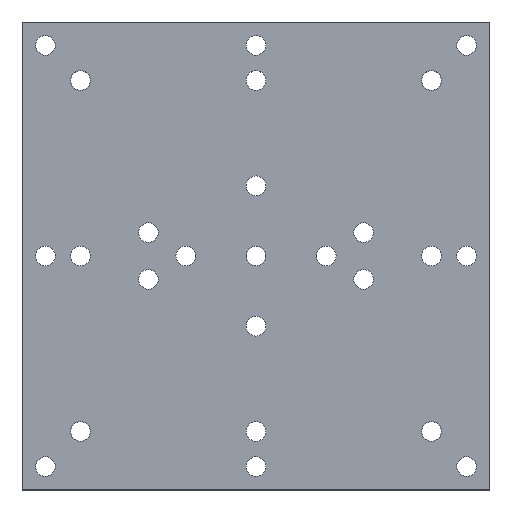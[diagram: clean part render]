
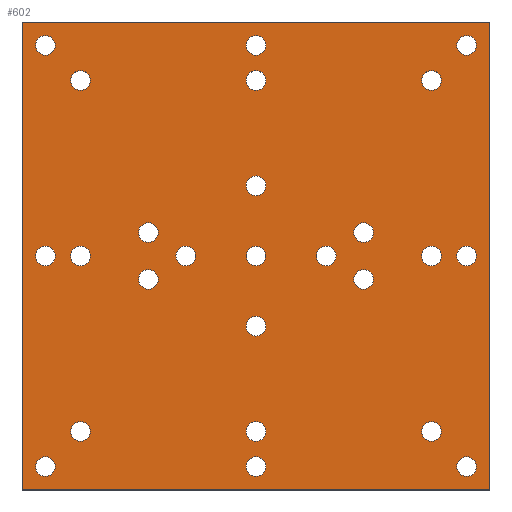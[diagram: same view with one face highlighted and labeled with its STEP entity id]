
A CAD part, top view. The second image highlights one B-rep face of the part: STEP entity #602.
In plain terms, the highlighted planar face has unit normal (0, 0, 1).
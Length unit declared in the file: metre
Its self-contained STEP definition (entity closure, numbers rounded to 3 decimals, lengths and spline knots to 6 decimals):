
#12=CIRCLE('',#621,0.0021);
#14=CIRCLE('',#624,0.0021);
#16=CIRCLE('',#627,0.0021);
#18=CIRCLE('',#630,0.0021);
#20=CIRCLE('',#633,0.0021);
#22=CIRCLE('',#636,0.0021);
#24=CIRCLE('',#639,0.0021);
#26=CIRCLE('',#642,0.0021);
#28=CIRCLE('',#645,0.0021);
#30=CIRCLE('',#648,0.0021);
#32=CIRCLE('',#651,0.0021);
#34=CIRCLE('',#654,0.0021);
#36=CIRCLE('',#657,0.0021);
#38=CIRCLE('',#660,0.0021);
#40=CIRCLE('',#663,0.0021);
#42=CIRCLE('',#666,0.0021);
#44=CIRCLE('',#669,0.0021);
#46=CIRCLE('',#672,0.0021);
#48=CIRCLE('',#675,0.0021);
#50=CIRCLE('',#678,0.0021);
#52=CIRCLE('',#681,0.0021);
#54=CIRCLE('',#684,0.0021);
#56=CIRCLE('',#687,0.0021);
#58=CIRCLE('',#690,0.0021);
#60=CIRCLE('',#693,0.0021);
#153=ORIENTED_EDGE('',*,*,#269,.F.);
#154=ORIENTED_EDGE('',*,*,#267,.F.);
#155=ORIENTED_EDGE('',*,*,#265,.F.);
#156=ORIENTED_EDGE('',*,*,#263,.F.);
#157=ORIENTED_EDGE('',*,*,#261,.F.);
#158=ORIENTED_EDGE('',*,*,#259,.F.);
#159=ORIENTED_EDGE('',*,*,#257,.F.);
#160=ORIENTED_EDGE('',*,*,#255,.F.);
#161=ORIENTED_EDGE('',*,*,#253,.F.);
#162=ORIENTED_EDGE('',*,*,#251,.F.);
#163=ORIENTED_EDGE('',*,*,#249,.F.);
#164=ORIENTED_EDGE('',*,*,#247,.F.);
#165=ORIENTED_EDGE('',*,*,#245,.F.);
#166=ORIENTED_EDGE('',*,*,#243,.F.);
#167=ORIENTED_EDGE('',*,*,#241,.F.);
#168=ORIENTED_EDGE('',*,*,#239,.F.);
#169=ORIENTED_EDGE('',*,*,#237,.F.);
#170=ORIENTED_EDGE('',*,*,#235,.F.);
#171=ORIENTED_EDGE('',*,*,#233,.F.);
#172=ORIENTED_EDGE('',*,*,#231,.F.);
#173=ORIENTED_EDGE('',*,*,#229,.F.);
#174=ORIENTED_EDGE('',*,*,#227,.F.);
#175=ORIENTED_EDGE('',*,*,#225,.F.);
#176=ORIENTED_EDGE('',*,*,#223,.F.);
#177=ORIENTED_EDGE('',*,*,#221,.F.);
#178=ORIENTED_EDGE('',*,*,#213,.F.);
#179=ORIENTED_EDGE('',*,*,#217,.T.);
#180=ORIENTED_EDGE('',*,*,#220,.T.);
#181=ORIENTED_EDGE('',*,*,#272,.F.);
#213=EDGE_CURVE('',#275,#276,#333,.T.);
#217=EDGE_CURVE('',#275,#278,#337,.T.);
#220=EDGE_CURVE('',#278,#280,#340,.T.);
#221=EDGE_CURVE('',#281,#281,#12,.T.);
#223=EDGE_CURVE('',#283,#283,#14,.T.);
#225=EDGE_CURVE('',#285,#285,#16,.T.);
#227=EDGE_CURVE('',#287,#287,#18,.T.);
#229=EDGE_CURVE('',#289,#289,#20,.T.);
#231=EDGE_CURVE('',#291,#291,#22,.T.);
#233=EDGE_CURVE('',#293,#293,#24,.T.);
#235=EDGE_CURVE('',#295,#295,#26,.T.);
#237=EDGE_CURVE('',#297,#297,#28,.T.);
#239=EDGE_CURVE('',#299,#299,#30,.T.);
#241=EDGE_CURVE('',#301,#301,#32,.T.);
#243=EDGE_CURVE('',#303,#303,#34,.T.);
#245=EDGE_CURVE('',#305,#305,#36,.T.);
#247=EDGE_CURVE('',#307,#307,#38,.T.);
#249=EDGE_CURVE('',#309,#309,#40,.T.);
#251=EDGE_CURVE('',#311,#311,#42,.T.);
#253=EDGE_CURVE('',#313,#313,#44,.T.);
#255=EDGE_CURVE('',#315,#315,#46,.T.);
#257=EDGE_CURVE('',#317,#317,#48,.T.);
#259=EDGE_CURVE('',#319,#319,#50,.T.);
#261=EDGE_CURVE('',#321,#321,#52,.T.);
#263=EDGE_CURVE('',#323,#323,#54,.T.);
#265=EDGE_CURVE('',#325,#325,#56,.T.);
#267=EDGE_CURVE('',#327,#327,#58,.T.);
#269=EDGE_CURVE('',#329,#329,#60,.T.);
#272=EDGE_CURVE('',#276,#280,#342,.T.);
#275=VERTEX_POINT('',#880);
#276=VERTEX_POINT('',#882);
#278=VERTEX_POINT('',#888);
#280=VERTEX_POINT('',#894);
#281=VERTEX_POINT('',#898);
#283=VERTEX_POINT('',#903);
#285=VERTEX_POINT('',#908);
#287=VERTEX_POINT('',#913);
#289=VERTEX_POINT('',#918);
#291=VERTEX_POINT('',#923);
#293=VERTEX_POINT('',#928);
#295=VERTEX_POINT('',#933);
#297=VERTEX_POINT('',#938);
#299=VERTEX_POINT('',#943);
#301=VERTEX_POINT('',#948);
#303=VERTEX_POINT('',#953);
#305=VERTEX_POINT('',#958);
#307=VERTEX_POINT('',#963);
#309=VERTEX_POINT('',#968);
#311=VERTEX_POINT('',#973);
#313=VERTEX_POINT('',#978);
#315=VERTEX_POINT('',#983);
#317=VERTEX_POINT('',#988);
#319=VERTEX_POINT('',#993);
#321=VERTEX_POINT('',#998);
#323=VERTEX_POINT('',#1003);
#325=VERTEX_POINT('',#1008);
#327=VERTEX_POINT('',#1013);
#329=VERTEX_POINT('',#1018);
#333=LINE('',#881,#345);
#337=LINE('',#889,#349);
#340=LINE('',#895,#352);
#342=LINE('',#1023,#354);
#345=VECTOR('',#704,1.);
#349=VECTOR('',#710,1.);
#352=VECTOR('',#715,1.);
#354=VECTOR('',#869,1.);
#409=EDGE_LOOP('',(#153));
#410=EDGE_LOOP('',(#154));
#411=EDGE_LOOP('',(#155));
#412=EDGE_LOOP('',(#156));
#413=EDGE_LOOP('',(#157));
#414=EDGE_LOOP('',(#158));
#415=EDGE_LOOP('',(#159));
#416=EDGE_LOOP('',(#160));
#417=EDGE_LOOP('',(#161));
#418=EDGE_LOOP('',(#162));
#419=EDGE_LOOP('',(#163));
#420=EDGE_LOOP('',(#164));
#421=EDGE_LOOP('',(#165));
#422=EDGE_LOOP('',(#166));
#423=EDGE_LOOP('',(#167));
#424=EDGE_LOOP('',(#168));
#425=EDGE_LOOP('',(#169));
#426=EDGE_LOOP('',(#170));
#427=EDGE_LOOP('',(#171));
#428=EDGE_LOOP('',(#172));
#429=EDGE_LOOP('',(#173));
#430=EDGE_LOOP('',(#174));
#431=EDGE_LOOP('',(#175));
#432=EDGE_LOOP('',(#176));
#433=EDGE_LOOP('',(#177));
#434=EDGE_LOOP('',(#178,#179,#180,#181));
#515=FACE_BOUND('',#409,.T.);
#516=FACE_BOUND('',#410,.T.);
#517=FACE_BOUND('',#411,.T.);
#518=FACE_BOUND('',#412,.T.);
#519=FACE_BOUND('',#413,.T.);
#520=FACE_BOUND('',#414,.T.);
#521=FACE_BOUND('',#415,.T.);
#522=FACE_BOUND('',#416,.T.);
#523=FACE_BOUND('',#417,.T.);
#524=FACE_BOUND('',#418,.T.);
#525=FACE_BOUND('',#419,.T.);
#526=FACE_BOUND('',#420,.T.);
#527=FACE_BOUND('',#421,.T.);
#528=FACE_BOUND('',#422,.T.);
#529=FACE_BOUND('',#423,.T.);
#530=FACE_BOUND('',#424,.T.);
#531=FACE_BOUND('',#425,.T.);
#532=FACE_BOUND('',#426,.T.);
#533=FACE_BOUND('',#427,.T.);
#534=FACE_BOUND('',#428,.T.);
#535=FACE_BOUND('',#429,.T.);
#536=FACE_BOUND('',#430,.T.);
#537=FACE_BOUND('',#431,.T.);
#538=FACE_BOUND('',#432,.T.);
#539=FACE_BOUND('',#433,.T.);
#540=FACE_BOUND('',#434,.T.);
#571=PLANE('',#696);
#602=ADVANCED_FACE('',(#515,#516,#517,#518,#519,#520,#521,#522,#523,#524,
#525,#526,#527,#528,#529,#530,#531,#532,#533,#534,#535,#536,#537,#538,#539,
#540),#571,.T.);
#621=AXIS2_PLACEMENT_3D('',#897,#718,#719);
#624=AXIS2_PLACEMENT_3D('',#902,#724,#725);
#627=AXIS2_PLACEMENT_3D('',#907,#730,#731);
#630=AXIS2_PLACEMENT_3D('',#912,#736,#737);
#633=AXIS2_PLACEMENT_3D('',#917,#742,#743);
#636=AXIS2_PLACEMENT_3D('',#922,#748,#749);
#639=AXIS2_PLACEMENT_3D('',#927,#754,#755);
#642=AXIS2_PLACEMENT_3D('',#932,#760,#761);
#645=AXIS2_PLACEMENT_3D('',#937,#766,#767);
#648=AXIS2_PLACEMENT_3D('',#942,#772,#773);
#651=AXIS2_PLACEMENT_3D('',#947,#778,#779);
#654=AXIS2_PLACEMENT_3D('',#952,#784,#785);
#657=AXIS2_PLACEMENT_3D('',#957,#790,#791);
#660=AXIS2_PLACEMENT_3D('',#962,#796,#797);
#663=AXIS2_PLACEMENT_3D('',#967,#802,#803);
#666=AXIS2_PLACEMENT_3D('',#972,#808,#809);
#669=AXIS2_PLACEMENT_3D('',#977,#814,#815);
#672=AXIS2_PLACEMENT_3D('',#982,#820,#821);
#675=AXIS2_PLACEMENT_3D('',#987,#826,#827);
#678=AXIS2_PLACEMENT_3D('',#992,#832,#833);
#681=AXIS2_PLACEMENT_3D('',#997,#838,#839);
#684=AXIS2_PLACEMENT_3D('',#1002,#844,#845);
#687=AXIS2_PLACEMENT_3D('',#1007,#850,#851);
#690=AXIS2_PLACEMENT_3D('',#1012,#856,#857);
#693=AXIS2_PLACEMENT_3D('',#1017,#862,#863);
#696=AXIS2_PLACEMENT_3D('',#1024,#870,#871);
#704=DIRECTION('',(-1.,0.,0.));
#710=DIRECTION('',(0.,1.,0.));
#715=DIRECTION('',(-1.,0.,0.));
#718=DIRECTION('',(0.,0.,1.));
#719=DIRECTION('',(1.,0.,0.));
#724=DIRECTION('',(0.,0.,1.));
#725=DIRECTION('',(1.,0.,0.));
#730=DIRECTION('',(0.,0.,1.));
#731=DIRECTION('',(1.,0.,0.));
#736=DIRECTION('',(0.,0.,1.));
#737=DIRECTION('',(1.,0.,0.));
#742=DIRECTION('',(0.,0.,1.));
#743=DIRECTION('',(1.,0.,0.));
#748=DIRECTION('',(0.,0.,1.));
#749=DIRECTION('',(1.,0.,0.));
#754=DIRECTION('',(0.,0.,1.));
#755=DIRECTION('',(1.,0.,0.));
#760=DIRECTION('',(0.,0.,1.));
#761=DIRECTION('',(1.,0.,0.));
#766=DIRECTION('',(0.,0.,1.));
#767=DIRECTION('',(1.,0.,0.));
#772=DIRECTION('',(0.,0.,1.));
#773=DIRECTION('',(1.,0.,0.));
#778=DIRECTION('',(0.,0.,1.));
#779=DIRECTION('',(1.,0.,0.));
#784=DIRECTION('',(0.,0.,1.));
#785=DIRECTION('',(1.,0.,0.));
#790=DIRECTION('',(0.,0.,1.));
#791=DIRECTION('',(1.,0.,0.));
#796=DIRECTION('',(0.,0.,1.));
#797=DIRECTION('',(1.,0.,0.));
#802=DIRECTION('',(0.,0.,1.));
#803=DIRECTION('',(1.,0.,0.));
#808=DIRECTION('',(0.,0.,1.));
#809=DIRECTION('',(1.,0.,0.));
#814=DIRECTION('',(0.,0.,1.));
#815=DIRECTION('',(1.,0.,0.));
#820=DIRECTION('',(0.,0.,1.));
#821=DIRECTION('',(1.,0.,0.));
#826=DIRECTION('',(0.,0.,1.));
#827=DIRECTION('',(1.,0.,0.));
#832=DIRECTION('',(0.,0.,1.));
#833=DIRECTION('',(1.,0.,0.));
#838=DIRECTION('',(0.,0.,1.));
#839=DIRECTION('',(1.,0.,0.));
#844=DIRECTION('',(0.,0.,1.));
#845=DIRECTION('',(1.,0.,0.));
#850=DIRECTION('',(0.,0.,1.));
#851=DIRECTION('',(1.,0.,0.));
#856=DIRECTION('',(0.,0.,1.));
#857=DIRECTION('',(1.,0.,0.));
#862=DIRECTION('',(0.,0.,1.));
#863=DIRECTION('',(1.,0.,0.));
#869=DIRECTION('',(0.,1.,0.));
#870=DIRECTION('',(0.,0.,1.));
#871=DIRECTION('',(1.,0.,0.));
#880=CARTESIAN_POINT('',(0.05,-0.05,0.1212));
#881=CARTESIAN_POINT('',(0.,-0.05,0.1212));
#882=CARTESIAN_POINT('',(-0.05,-0.05,0.1212));
#888=CARTESIAN_POINT('',(0.05,0.05,0.1212));
#889=CARTESIAN_POINT('',(0.05,0.,0.1212));
#894=CARTESIAN_POINT('',(-0.05,0.05,0.1212));
#895=CARTESIAN_POINT('',(0.,0.05,0.1212));
#897=CARTESIAN_POINT('',(-0.0375,0.,0.1212));
#898=CARTESIAN_POINT('',(-0.0354,0.,0.1212));
#902=CARTESIAN_POINT('',(-0.045,0.045,0.1212));
#903=CARTESIAN_POINT('',(-0.0429,0.045,0.1212));
#907=CARTESIAN_POINT('',(-0.0375,0.0375,0.1212));
#908=CARTESIAN_POINT('',(-0.0354,0.0375,0.1212));
#912=CARTESIAN_POINT('',(-0.045,0.,0.1212));
#913=CARTESIAN_POINT('',(-0.0429,0.,0.1212));
#917=CARTESIAN_POINT('',(0.,-0.0375,0.1212));
#918=CARTESIAN_POINT('',(0.0021,-0.0375,0.1212));
#922=CARTESIAN_POINT('',(-0.045,-0.045,0.1212));
#923=CARTESIAN_POINT('',(-0.0429,-0.045,0.1212));
#927=CARTESIAN_POINT('',(-0.0375,-0.0375,0.1212));
#928=CARTESIAN_POINT('',(-0.0354,-0.0375,0.1212));
#932=CARTESIAN_POINT('',(0.,-0.045,0.1212));
#933=CARTESIAN_POINT('',(0.0021,-0.045,0.1212));
#937=CARTESIAN_POINT('',(0.0375,0.,0.1212));
#938=CARTESIAN_POINT('',(0.0396,0.,0.1212));
#942=CARTESIAN_POINT('',(0.045,-0.045,0.1212));
#943=CARTESIAN_POINT('',(0.0471,-0.045,0.1212));
#947=CARTESIAN_POINT('',(0.0375,-0.0375,0.1212));
#948=CARTESIAN_POINT('',(0.0396,-0.0375,0.1212));
#952=CARTESIAN_POINT('',(0.045,0.,0.1212));
#953=CARTESIAN_POINT('',(0.0471,0.,0.1212));
#957=CARTESIAN_POINT('',(0.,0.,0.1212));
#958=CARTESIAN_POINT('',(0.0021,0.,0.1212));
#962=CARTESIAN_POINT('',(-0.015,0.,0.1212));
#963=CARTESIAN_POINT('',(-0.0129,0.,0.1212));
#967=CARTESIAN_POINT('',(0.,-0.015,0.1212));
#968=CARTESIAN_POINT('',(0.0021,-0.015,0.1212));
#972=CARTESIAN_POINT('',(0.015,0.,0.1212));
#973=CARTESIAN_POINT('',(0.0171,0.,0.1212));
#977=CARTESIAN_POINT('',(0.023,0.005,0.1212));
#978=CARTESIAN_POINT('',(0.0251,0.005,0.1212));
#982=CARTESIAN_POINT('',(0.023,-0.005,0.1212));
#983=CARTESIAN_POINT('',(0.0251,-0.005,0.1212));
#987=CARTESIAN_POINT('',(-0.023,0.005,0.1212));
#988=CARTESIAN_POINT('',(-0.0209,0.005,0.1212));
#992=CARTESIAN_POINT('',(-0.023,-0.005,0.1212));
#993=CARTESIAN_POINT('',(-0.0209,-0.005,0.1212));
#997=CARTESIAN_POINT('',(0.,0.015,0.1212));
#998=CARTESIAN_POINT('',(0.0021,0.015,0.1212));
#1002=CARTESIAN_POINT('',(0.,0.045,0.1212));
#1003=CARTESIAN_POINT('',(0.0021,0.045,0.1212));
#1007=CARTESIAN_POINT('',(0.045,0.045,0.1212));
#1008=CARTESIAN_POINT('',(0.0471,0.045,0.1212));
#1012=CARTESIAN_POINT('',(0.,0.0375,0.1212));
#1013=CARTESIAN_POINT('',(0.0021,0.0375,0.1212));
#1017=CARTESIAN_POINT('',(0.0375,0.0375,0.1212));
#1018=CARTESIAN_POINT('',(0.0396,0.0375,0.1212));
#1023=CARTESIAN_POINT('',(-0.05,0.,0.1212));
#1024=CARTESIAN_POINT('',(0.,0.,0.1212));
